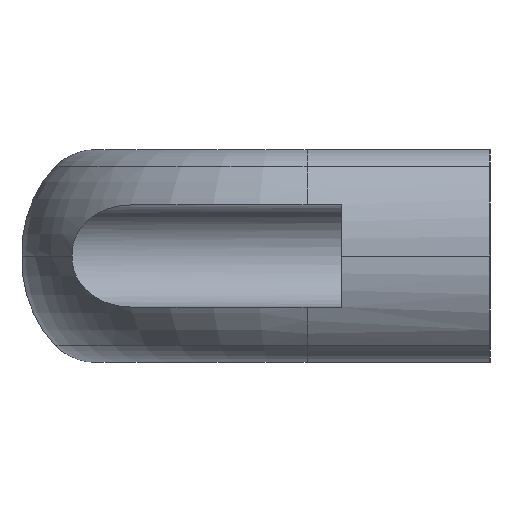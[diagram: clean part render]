
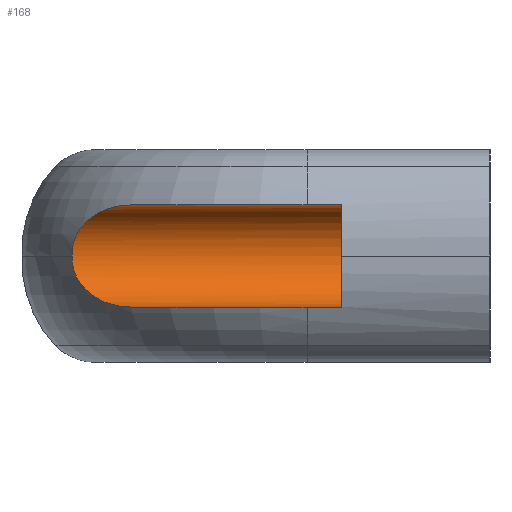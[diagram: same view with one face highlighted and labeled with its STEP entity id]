
A CAD part, left-side view. The second image highlights one B-rep face of the part: STEP entity #168.
In plain terms, the highlighted cylindrical face has radius 6 mm (diameter 12 mm), a partial arc.
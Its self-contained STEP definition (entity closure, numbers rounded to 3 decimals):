
#168 = ADVANCED_FACE( '', ( #349 ), #350, .F. );
#349 = FACE_OUTER_BOUND( '', #534, .T. );
#350 = CYLINDRICAL_SURFACE( '', #535, 6. );
#534 = EDGE_LOOP( '', ( #942, #943, #944, #945, #946 ) );
#535 = AXIS2_PLACEMENT_3D( '', #947, #948, #949 );
#942 = ORIENTED_EDGE( '', *, *, #1066, .F. );
#943 = ORIENTED_EDGE( '', *, *, #1203, .F. );
#944 = ORIENTED_EDGE( '', *, *, #1200, .T. );
#945 = ORIENTED_EDGE( '', *, *, #1204, .F. );
#946 = ORIENTED_EDGE( '', *, *, #1092, .F. );
#947 = CARTESIAN_POINT( '', ( 0., 72.4, 0. ) );
#948 = DIRECTION( '', ( 0., 1., 0. ) );
#949 = DIRECTION( '', ( 0., 0., -1. ) );
#1066 = EDGE_CURVE( '', #1261, #1255, #1263, .T. );
#1092 = EDGE_CURVE( '', #1255, #1307, #1308, .T. );
#1200 = EDGE_CURVE( '', #1451, #1449, #1452, .T. );
#1203 = EDGE_CURVE( '', #1451, #1261, #1455, .T. );
#1204 = EDGE_CURVE( '', #1307, #1449, #1456, .T. );
#1255 = VERTEX_POINT( '', #1514 );
#1261 = VERTEX_POINT( '', #1520 );
#1263 = B_SPLINE_CURVE_WITH_KNOTS( '', 3, ( #1522, #1523, #1524, #1525, #1526, #1527, #1528, #1529, #1530, #1531, #1532, #1533, #1534, #1535, #1536, #1537, #1538, #1539 ), .UNSPECIFIED., .F., .F., ( 4, 2, 2, 2, 2, 2, 2, 2, 4 ), ( 0., 0.002, 0.003, 0.005, 0.005, 0.006, 0.008, 0.009, 0.012 ), .UNSPECIFIED. );
#1307 = VERTEX_POINT( '', #1589 );
#1308 = LINE( '', #1590, #1591 );
#1449 = VERTEX_POINT( '', #1790 );
#1451 = VERTEX_POINT( '', #1793 );
#1452 = LINE( '', #1794, #1795 );
#1455 = B_SPLINE_CURVE_WITH_KNOTS( '', 3, ( #1798, #1799, #1800, #1801, #1802, #1803, #1804, #1805, #1806, #1807, #1808, #1809, #1810, #1811, #1812, #1813, #1814, #1815, #1816, #1817, #1818, #1819 ), .UNSPECIFIED., .F., .F., ( 4, 2, 2, 2, 2, 2, 2, 2, 2, 2, 4 ), ( 0., 0.003, 0.004, 0.006, 0.007, 0.007, 0.009, 0.01, 0.01, 0.011, 0.012 ), .UNSPECIFIED. );
#1456 = CIRCLE( '', #1820, 6. );
#1514 = CARTESIAN_POINT( '', ( 0., 42.228, 6. ) );
#1520 = CARTESIAN_POINT( '', ( 6., 49.091, 0. ) );
#1522 = CARTESIAN_POINT( '', ( 6., 49.091, 0. ) );
#1523 = CARTESIAN_POINT( '', ( 6., 49.118, 0.51 ) );
#1524 = CARTESIAN_POINT( '', ( 5.936, 49.068, 1.006 ) );
#1525 = CARTESIAN_POINT( '', ( 5.691, 48.827, 1.964 ) );
#1526 = CARTESIAN_POINT( '', ( 5.517, 48.643, 2.402 ) );
#1527 = CARTESIAN_POINT( '', ( 5.094, 48.183, 3.202 ) );
#1528 = CARTESIAN_POINT( '', ( 4.854, 47.914, 3.551 ) );
#1529 = CARTESIAN_POINT( '', ( 4.46, 47.471, 4.018 ) );
#1530 = CARTESIAN_POINT( '', ( 4.323, 47.315, 4.165 ) );
#1531 = CARTESIAN_POINT( '', ( 4.043, 46.995, 4.437 ) );
#1532 = CARTESIAN_POINT( '', ( 3.901, 46.832, 4.563 ) );
#1533 = CARTESIAN_POINT( '', ( 3.465, 46.33, 4.913 ) );
#1534 = CARTESIAN_POINT( '', ( 3.165, 45.982, 5.109 ) );
#1535 = CARTESIAN_POINT( '', ( 2.549, 45.262, 5.443 ) );
#1536 = CARTESIAN_POINT( '', ( 2.233, 44.89, 5.579 ) );
#1537 = CARTESIAN_POINT( '', ( 1.283, 43.768, 5.899 ) );
#1538 = CARTESIAN_POINT( '', ( 0.644, 43.005, 6. ) );
#1539 = CARTESIAN_POINT( '', ( 0., 42.228, 6. ) );
#1589 = CARTESIAN_POINT( '', ( 0., 17.4, 6. ) );
#1590 = CARTESIAN_POINT( '', ( 0., 72.4, 6. ) );
#1591 = VECTOR( '', #1928, 1000. );
#1790 = CARTESIAN_POINT( '', ( 0., 17.4, -6. ) );
#1793 = CARTESIAN_POINT( '', ( 0., 42.228, -6. ) );
#1794 = CARTESIAN_POINT( '', ( 0., 72.4, -6. ) );
#1795 = VECTOR( '', #2103, 1000. );
#1798 = CARTESIAN_POINT( '', ( 0., 42.228, -6. ) );
#1799 = CARTESIAN_POINT( '', ( 0.644, 43.005, -6. ) );
#1800 = CARTESIAN_POINT( '', ( 1.282, 43.766, -5.899 ) );
#1801 = CARTESIAN_POINT( '', ( 2.224, 44.88, -5.582 ) );
#1802 = CARTESIAN_POINT( '', ( 2.537, 45.247, -5.449 ) );
#1803 = CARTESIAN_POINT( '', ( 3.156, 45.971, -5.115 ) );
#1804 = CARTESIAN_POINT( '', ( 3.46, 46.324, -4.916 ) );
#1805 = CARTESIAN_POINT( '', ( 3.897, 46.827, -4.566 ) );
#1806 = CARTESIAN_POINT( '', ( 4.04, 46.991, -4.441 ) );
#1807 = CARTESIAN_POINT( '', ( 4.319, 47.31, -4.169 ) );
#1808 = CARTESIAN_POINT( '', ( 4.456, 47.466, -4.023 ) );
#1809 = CARTESIAN_POINT( '', ( 4.852, 47.912, -3.554 ) );
#1810 = CARTESIAN_POINT( '', ( 5.093, 48.181, -3.204 ) );
#1811 = CARTESIAN_POINT( '', ( 5.409, 48.525, -2.607 ) );
#1812 = CARTESIAN_POINT( '', ( 5.506, 48.63, -2.395 ) );
#1813 = CARTESIAN_POINT( '', ( 5.677, 48.81, -1.957 ) );
#1814 = CARTESIAN_POINT( '', ( 5.751, 48.886, -1.728 ) );
#1815 = CARTESIAN_POINT( '', ( 5.873, 49.006, -1.252 ) );
#1816 = CARTESIAN_POINT( '', ( 5.921, 49.05, -1.004 ) );
#1817 = CARTESIAN_POINT( '', ( 5.984, 49.098, -0.507 ) );
#1818 = CARTESIAN_POINT( '', ( 6., 49.104, -0.255 ) );
#1819 = CARTESIAN_POINT( '', ( 6., 49.091, 0. ) );
#1820 = AXIS2_PLACEMENT_3D( '', #2107, #2108, #2109 );
#1928 = DIRECTION( '', ( 0., -1., 0. ) );
#2103 = DIRECTION( '', ( 0., -1., 0. ) );
#2107 = CARTESIAN_POINT( '', ( 0., 17.4, 0. ) );
#2108 = DIRECTION( '', ( 0., 1., 0. ) );
#2109 = DIRECTION( '', ( 1., 0., 0. ) );
